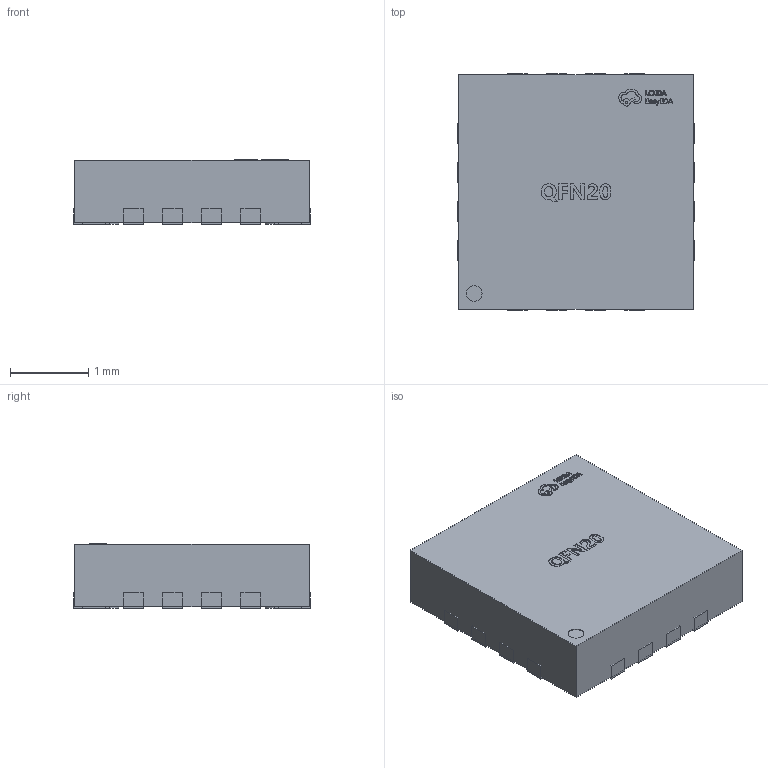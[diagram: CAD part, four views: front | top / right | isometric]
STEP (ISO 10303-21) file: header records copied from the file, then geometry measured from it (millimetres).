
FILE_DESCRIPTION(/* description */ ('','CAx-IF Rec.Pracs.---Representation and Presentation of Product Manufacturing Information (PMI)---4.0---2014-10-13'),/* implementation_level */ '2;1');
FILE_NAME(/* name */ '13lB-U1-WQFN-20_L3.0-W3.0-P0.40-BL-EP.step',/* time_stamp */ '2025-03-21T14:22:58+08:00',/* author */ (''),/* organization */ (''),/* preprocessor_version */ 'ST-DEVELOPER v20',/* originating_system */ 'Autodesk Translation Framework v13.20.0.188',/* authorisation */ '');
FILE_SCHEMA (('AP242_MANAGED_MODEL_BASED_3D_ENGINEERING_MIM_LF { 1 0 10303 442 1 1 4 }'));
Length unit declared in the file: millimetre
Products named in the file (2): 13lB-U1-WQFN-20_L3.0-W3.0-P0.40-BL-EP; COMPOUND
Assembly tree (1 placements, depth 2):
  13lB-U1-WQFN-20_L3.0-W3.0-P0.40-BL-EP
    COMPOUND
Bounding box: 3.02 x 3.02 x 0.83 mm (x, y, z)
Volume: 7.7 mm3; surface area: 38.7 mm2
Topology: 21 solids, 21 shells, 473 faces, 1191 edges, 794 vertices
Faces by surface type: plane 314, bspline 142, cylinder 17
Full cylindrical faces by diameter (mm): 0.2 x1
Entity records: 17426 total; most frequent: CARTESIAN_POINT 6176, ORIENTED_EDGE 2382, DIRECTION 1781, EDGE_CURVE 1191, LINE 873, VECTOR 873, VERTEX_POINT 794, EDGE_LOOP 507
